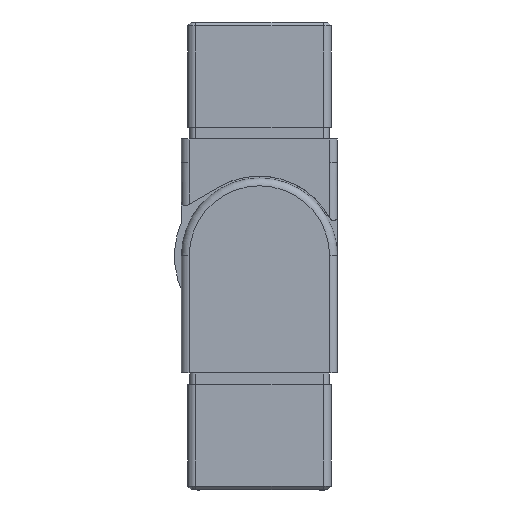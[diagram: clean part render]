
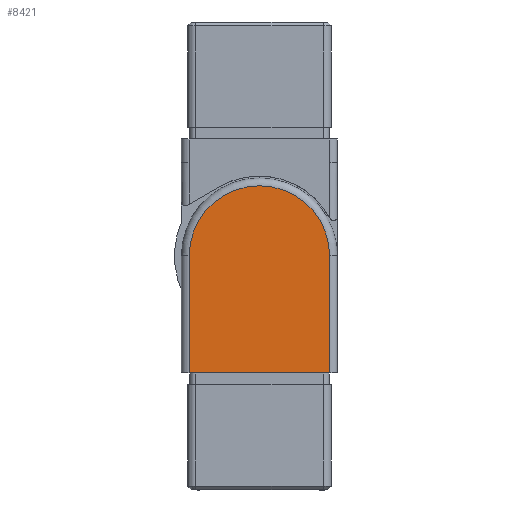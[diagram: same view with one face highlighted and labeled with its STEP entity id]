
A CAD part, left-side view. The second image highlights one B-rep face of the part: STEP entity #8421.
In plain terms, the highlighted face is planar.
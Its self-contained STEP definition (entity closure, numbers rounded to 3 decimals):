
#399 = DIRECTION ( 'NONE',  ( 0., 0., -1. ) ) ;
#938 = EDGE_LOOP ( 'NONE', ( #4594, #10019, #24005, #19928 ) ) ;
#1812 = CARTESIAN_POINT ( 'NONE',  ( 20., 18., 0. ) ) ;
#2206 = VECTOR ( 'NONE', #12567, 1000. ) ;
#2623 = CIRCLE ( 'NONE', #3211, 18. ) ;
#3012 = CARTESIAN_POINT ( 'NONE',  ( 20., -18., -6. ) ) ;
#3185 = DIRECTION ( 'NONE',  ( 0., 0., -1. ) ) ;
#3211 = AXIS2_PLACEMENT_3D ( 'NONE', #22257, #4491, #399 ) ;
#4045 = LINE ( 'NONE', #18802, #2206 ) ;
#4273 = PLANE ( 'NONE',  #15360 ) ;
#4491 = DIRECTION ( 'NONE',  ( 1., 0., 0. ) ) ;
#4594 = ORIENTED_EDGE ( 'NONE', *, *, #8379, .F. ) ;
#4925 = VECTOR ( 'NONE', #3185, 1000. ) ;
#5900 = CARTESIAN_POINT ( 'NONE',  ( 20., 18., -6. ) ) ;
#7874 = VERTEX_POINT ( 'NONE', #24054 ) ;
#8017 = CARTESIAN_POINT ( 'NONE',  ( 20., 18., 0. ) ) ;
#8379 = EDGE_CURVE ( 'NONE', #20648, #20059, #17090, .T. ) ;
#8421 = ADVANCED_FACE ( 'NONE', ( #12433 ), #4273, .T. ) ;
#9389 = EDGE_CURVE ( 'NONE', #20648, #23453, #10187, .T. ) ;
#9964 = DIRECTION ( 'NONE',  ( 0., 0., -1. ) ) ;
#10019 = ORIENTED_EDGE ( 'NONE', *, *, #9389, .T. ) ;
#10187 = LINE ( 'NONE', #3012, #4925 ) ;
#10900 = VECTOR ( 'NONE', #11699, 1000. ) ;
#11000 = CARTESIAN_POINT ( 'NONE',  ( 20., -18., 0. ) ) ;
#11699 = DIRECTION ( 'NONE',  ( 0., 1., 0. ) ) ;
#12433 = FACE_OUTER_BOUND ( 'NONE', #938, .T. ) ;
#12567 = DIRECTION ( 'NONE',  ( 0., 0., 1. ) ) ;
#15339 = EDGE_CURVE ( 'NONE', #23453, #7874, #2623, .T. ) ;
#15360 = AXIS2_PLACEMENT_3D ( 'NONE', #5900, #21779, #9964 ) ;
#17090 = LINE ( 'NONE', #1812, #10900 ) ;
#18802 = CARTESIAN_POINT ( 'NONE',  ( 20., 18., -6. ) ) ;
#19928 = ORIENTED_EDGE ( 'NONE', *, *, #20177, .T. ) ;
#20059 = VERTEX_POINT ( 'NONE', #8017 ) ;
#20177 = EDGE_CURVE ( 'NONE', #7874, #20059, #4045, .T. ) ;
#20648 = VERTEX_POINT ( 'NONE', #11000 ) ;
#21383 = CARTESIAN_POINT ( 'NONE',  ( 20., -18., -30. ) ) ;
#21779 = DIRECTION ( 'NONE',  ( 1., 0., 0. ) ) ;
#22257 = CARTESIAN_POINT ( 'NONE',  ( 20., 0., -30. ) ) ;
#23453 = VERTEX_POINT ( 'NONE', #21383 ) ;
#24005 = ORIENTED_EDGE ( 'NONE', *, *, #15339, .T. ) ;
#24054 = CARTESIAN_POINT ( 'NONE',  ( 20., 18., -30. ) ) ;
